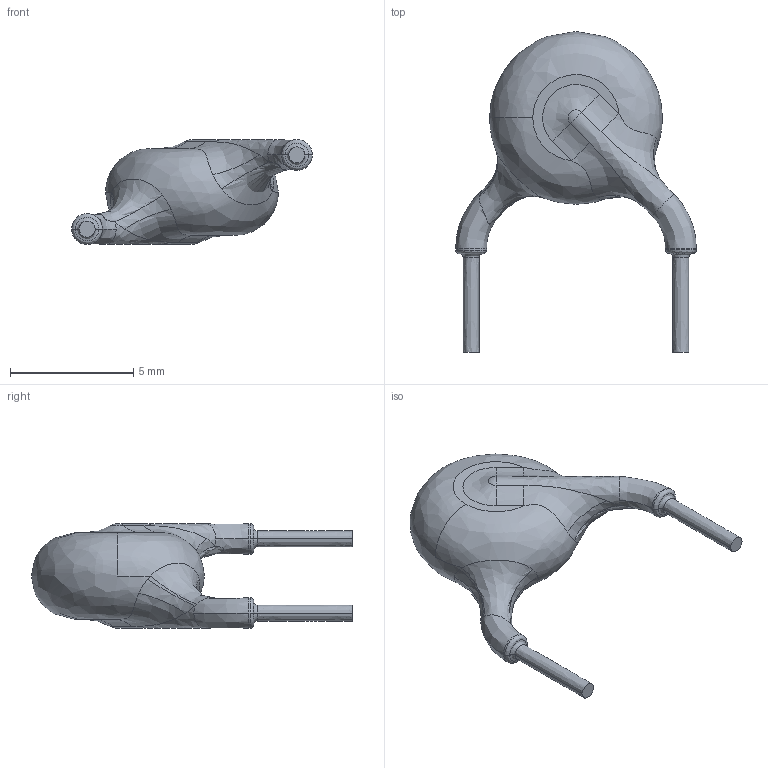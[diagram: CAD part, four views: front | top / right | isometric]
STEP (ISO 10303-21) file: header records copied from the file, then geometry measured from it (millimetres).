
FILE_DESCRIPTION((''),'2;1');
FILE_NAME('CDISK_P8-5X3_D7_TH3-5','2019-02-11T',('Dragos'),(''),'PRO/ENGINEER BY PARAMETRIC TECHNOLOGY CORPORATION, 2004440','PRO/ENGINEER BY PARAMETRIC TECHNOLOGY CORPORATION, 2004440','');
FILE_SCHEMA(('AUTOMOTIVE_DESIGN { 1 0 10303 214 1 1 1 1 }'));
Length unit declared in the file: millimetre
Products named in the file (1): CDISK_P8-5X3_D7_TH3-5
Bounding box: 9.75 x 13 x 4.25 mm (x, y, z)
Volume: 128.7 mm3; surface area: 168.7 mm2
Topology: 1 solids, 1 shells, 48 faces, 135 edges, 96 vertices
Faces by surface type: bspline 42, plane 4, sphere 2
Entity records: 4619 total; most frequent: CARTESIAN_POINT 3105, ORIENTED_EDGE 224, PRESENTATION_STYLE_ASSIGNMENT 147, STYLED_ITEM 141, CURVE_STYLE 140, EDGE_CURVE 112, DIRECTION 109, B_SPLINE_CURVE_WITH_KNOTS 72
